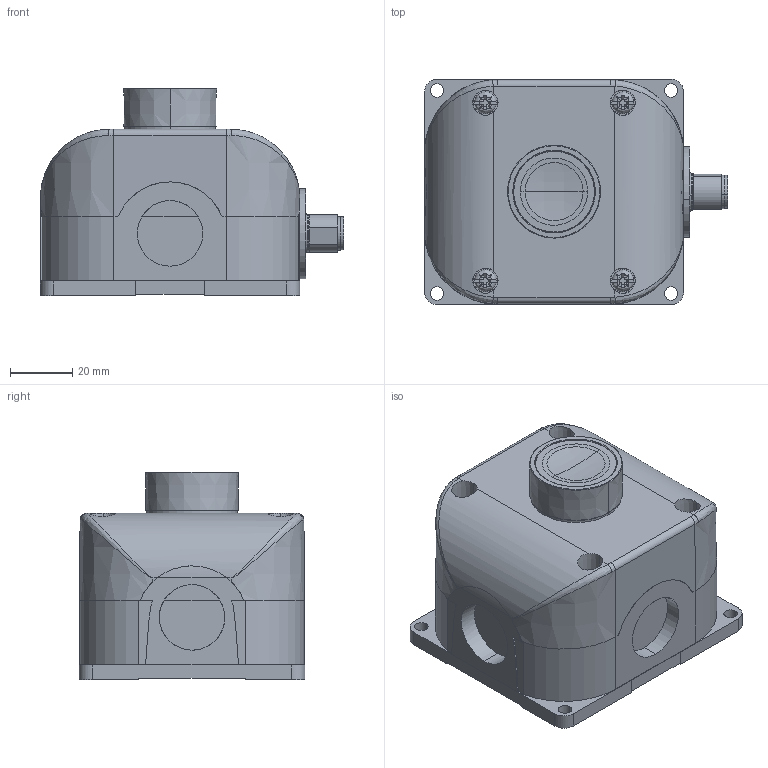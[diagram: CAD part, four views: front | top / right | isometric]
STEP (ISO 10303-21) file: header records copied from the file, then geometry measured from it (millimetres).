
FILE_DESCRIPTION (( 'STEP AP203' ), '1' );
FILE_NAME ('SB114-011-G-M.step', '2025-02-06T16:27:32', ( '' ), ( '' ), 'SwSTEP 2.0', 'SolidWorks 2024', '' );
FILE_SCHEMA (( 'CONFIG_CONTROL_DESIGN' ));
Length unit declared in the file: inch
Products named in the file (1): SB114-011-G-M
Bounding box: 97.05 x 72.29 x 66.5 mm (x, y, z)
Volume: 216743.7 mm3; surface area: 61500.6 mm2
Topology: 10 solids, 13 shells, 786 faces, 2012 edges, 1305 vertices
Faces by surface type: plane 370, cylinder 273, bspline 89, cone 54
Entity records: 30666 total; most frequent: CARTESIAN_POINT 12317, ORIENTED_EDGE 3984, DIRECTION 3537, EDGE_CURVE 1992, VERTEX_POINT 1305, AXIS2_PLACEMENT_3D 1274, VECTOR 989, LINE 989
